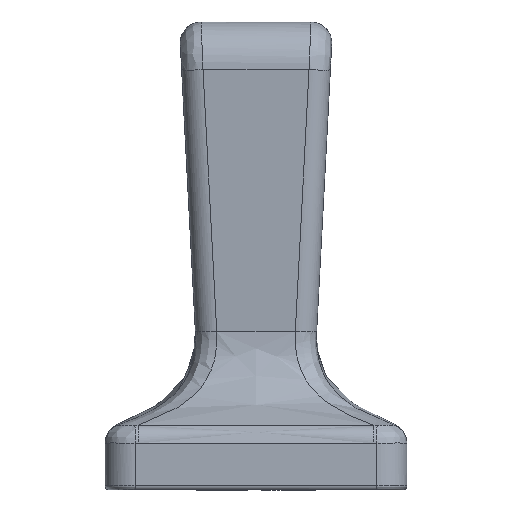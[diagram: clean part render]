
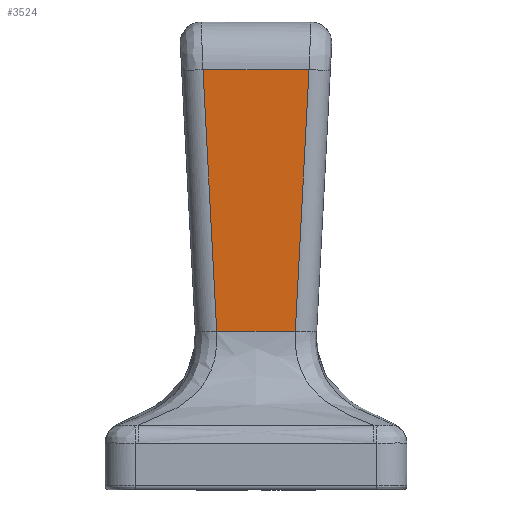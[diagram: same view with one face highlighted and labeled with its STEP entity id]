
A CAD part, left-side view. The second image highlights one B-rep face of the part: STEP entity #3524.
In plain terms, the highlighted planar face has unit normal (-0.999, 0, -0.052).
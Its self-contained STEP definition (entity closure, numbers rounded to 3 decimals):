
#520 = CARTESIAN_POINT ( 'NONE',  ( 134.073, 19.012, 12.343 ) ) ;
#798 = CARTESIAN_POINT ( 'NONE',  ( 134.073, 11.987, 12.343 ) ) ;
#811 = EDGE_CURVE ( 'NONE', #1225, #4463, #1704, .T. ) ;
#937 = DIRECTION ( 'NONE',  ( -0.999, 0., -0.052 ) ) ;
#1105 = EDGE_CURVE ( 'NONE', #1877, #4463, #3873, .T. ) ;
#1225 = VERTEX_POINT ( 'NONE', #4126 ) ;
#1384 = AXIS2_PLACEMENT_3D ( 'NONE', #4091, #937, #4113 ) ;
#1453 = CARTESIAN_POINT ( 'NONE',  ( 134.982, 18.104, -5. ) ) ;
#1704 = B_SPLINE_CURVE_WITH_KNOTS ( 'NONE', 1,
 ( #798, #3972 ),
 .UNSPECIFIED., .F., .F.,
 ( 2, 2 ),
 ( 0., 7.025 ),
 .UNSPECIFIED. ) ;
#1791 = CARTESIAN_POINT ( 'NONE',  ( 134.073, 19.012, 12.343 ) ) ;
#1800 = PLANE ( 'NONE',  #1384 ) ;
#1835 = B_SPLINE_CURVE_WITH_KNOTS ( 'NONE', 1,
 ( #4249, #2895 ),
 .UNSPECIFIED., .F., .F.,
 ( 2, 2 ),
 ( 0., 5.208 ),
 .UNSPECIFIED. ) ;
#1877 = VERTEX_POINT ( 'NONE', #1453 ) ;
#2027 = ORIENTED_EDGE ( 'NONE', *, *, #3781, .F. ) ;
#2046 = EDGE_CURVE ( 'NONE', #1877, #3890, #1835, .T. ) ;
#2258 = CARTESIAN_POINT ( 'NONE',  ( 134.982, 12.896, -5. ) ) ;
#2517 = FACE_OUTER_BOUND ( 'NONE', #3079, .T. ) ;
#2895 = CARTESIAN_POINT ( 'NONE',  ( 134.982, 12.896, -5. ) ) ;
#3079 = EDGE_LOOP ( 'NONE', ( #4118, #3734, #4245, #2027 ) ) ;
#3524 = ADVANCED_FACE ( 'NONE', ( #2517 ), #1800, .T. ) ;
#3734 = ORIENTED_EDGE ( 'NONE', *, *, #1105, .F. ) ;
#3781 = EDGE_CURVE ( 'NONE', #1225, #3890, #4147, .T. ) ;
#3873 = B_SPLINE_CURVE_WITH_KNOTS ( 'NONE', 1,
 ( #4060, #520 ),
 .UNSPECIFIED., .F., .F.,
 ( 2, 2 ),
 ( -17.391, 0. ),
 .UNSPECIFIED. ) ;
#3890 = VERTEX_POINT ( 'NONE', #2258 ) ;
#3972 = CARTESIAN_POINT ( 'NONE',  ( 134.073, 19.012, 12.343 ) ) ;
#4060 = CARTESIAN_POINT ( 'NONE',  ( 134.982, 18.104, -5. ) ) ;
#4091 = CARTESIAN_POINT ( 'NONE',  ( 133.982, 19.715, 14.077 ) ) ;
#4113 = DIRECTION ( 'NONE',  ( -0.052, 0., 0.999 ) ) ;
#4114 = CARTESIAN_POINT ( 'NONE',  ( 134.073, 11.987, 12.343 ) ) ;
#4118 = ORIENTED_EDGE ( 'NONE', *, *, #811, .T. ) ;
#4126 = CARTESIAN_POINT ( 'NONE',  ( 134.073, 11.987, 12.343 ) ) ;
#4147 = B_SPLINE_CURVE_WITH_KNOTS ( 'NONE', 1,
 ( #4114, #4506 ),
 .UNSPECIFIED., .F., .F.,
 ( 2, 2 ),
 ( 0., 17.391 ),
 .UNSPECIFIED. ) ;
#4245 = ORIENTED_EDGE ( 'NONE', *, *, #2046, .T. ) ;
#4249 = CARTESIAN_POINT ( 'NONE',  ( 134.982, 18.104, -5. ) ) ;
#4463 = VERTEX_POINT ( 'NONE', #1791 ) ;
#4506 = CARTESIAN_POINT ( 'NONE',  ( 134.982, 12.896, -5. ) ) ;
